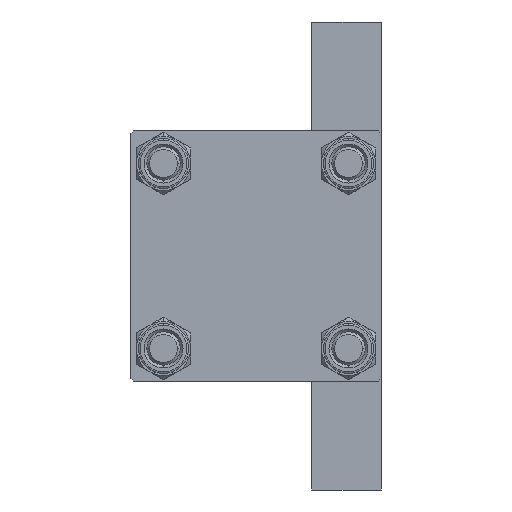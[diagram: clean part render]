
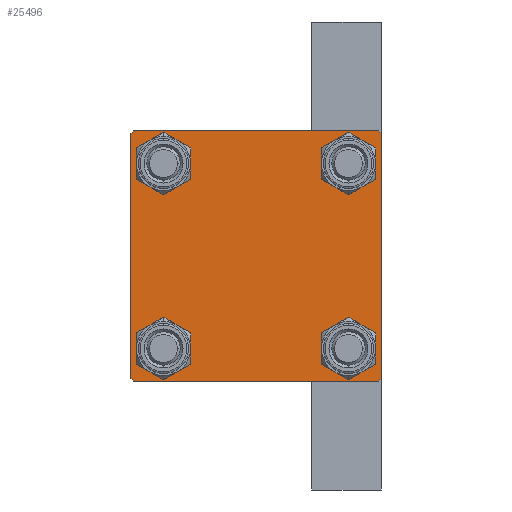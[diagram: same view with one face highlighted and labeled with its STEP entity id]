
A CAD part, left-side view. The second image highlights one B-rep face of the part: STEP entity #25496.
In plain terms, the highlighted planar face has unit normal (-1, 0, 0).
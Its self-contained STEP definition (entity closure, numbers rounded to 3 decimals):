
#149 = DIRECTION ( 'NONE',  ( 0., 0., -1. ) ) ;
#256 = DIRECTION ( 'NONE',  ( 0., 0., 1. ) ) ;
#760 = LINE ( 'NONE', #41987, #27990 ) ;
#818 = EDGE_CURVE ( 'NONE', #43113, #1842, #18612, .T. ) ;
#1140 = LINE ( 'NONE', #13254, #1185 ) ;
#1185 = VECTOR ( 'NONE', #46740, 1000. ) ;
#1735 = DIRECTION ( 'NONE',  ( 0., -1., 0. ) ) ;
#1823 = EDGE_CURVE ( 'NONE', #25807, #2218, #1140, .T. ) ;
#1842 = VERTEX_POINT ( 'NONE', #5989 ) ;
#1860 = EDGE_LOOP ( 'NONE', ( #11220, #7585 ) ) ;
#1957 = VECTOR ( 'NONE', #14726, 1000. ) ;
#2218 = VERTEX_POINT ( 'NONE', #29434 ) ;
#2242 = CARTESIAN_POINT ( 'NONE',  ( 0., 16.6, 16.6 ) ) ;
#2631 = DIRECTION ( 'NONE',  ( -1., 0., 0. ) ) ;
#3425 = DIRECTION ( 'NONE',  ( 0., -0.707, 0.707 ) ) ;
#3711 = EDGE_CURVE ( 'NONE', #44181, #16227, #7421, .T. ) ;
#3851 = CARTESIAN_POINT ( 'NONE',  ( 0., 16.6, 20.1 ) ) ;
#4418 = EDGE_LOOP ( 'NONE', ( #24701, #17613 ) ) ;
#4627 = VERTEX_POINT ( 'NONE', #28822 ) ;
#4814 = EDGE_CURVE ( 'NONE', #2218, #43113, #17106, .T. ) ;
#4879 = CARTESIAN_POINT ( 'NONE',  ( 0., 16.6, -13.1 ) ) ;
#4891 = DIRECTION ( 'NONE',  ( 0., 0., 1. ) ) ;
#5615 = AXIS2_PLACEMENT_3D ( 'NONE', #7450, #37989, #37046 ) ;
#5989 = CARTESIAN_POINT ( 'NONE',  ( 0., -22., -22.5 ) ) ;
#6283 = ORIENTED_EDGE ( 'NONE', *, *, #1823, .T. ) ;
#6701 = CARTESIAN_POINT ( 'NONE',  ( 0., -16.6, 13.1 ) ) ;
#7421 = LINE ( 'NONE', #7654, #39222 ) ;
#7450 = CARTESIAN_POINT ( 'NONE',  ( 0., -16.6, 16.6 ) ) ;
#7585 = ORIENTED_EDGE ( 'NONE', *, *, #39028, .T. ) ;
#7654 = CARTESIAN_POINT ( 'NONE',  ( 0., -22.5, 22.5 ) ) ;
#7786 = ORIENTED_EDGE ( 'NONE', *, *, #23443, .T. ) ;
#8307 = ORIENTED_EDGE ( 'NONE', *, *, #40585, .T. ) ;
#8748 = DIRECTION ( 'NONE',  ( 0., 0.707, 0.707 ) ) ;
#8783 = CIRCLE ( 'NONE', #26591, 3.5 ) ;
#9250 = LINE ( 'NONE', #27201, #14967 ) ;
#9372 = ORIENTED_EDGE ( 'NONE', *, *, #26617, .T. ) ;
#9398 = CARTESIAN_POINT ( 'NONE',  ( 0., -22., 22.5 ) ) ;
#9564 = AXIS2_PLACEMENT_3D ( 'NONE', #22568, #19161, #256 ) ;
#9818 = ORIENTED_EDGE ( 'NONE', *, *, #16676, .T. ) ;
#9903 = FACE_BOUND ( 'NONE', #4418, .T. ) ;
#10374 = DIRECTION ( 'NONE',  ( 0., 0., 1. ) ) ;
#11068 = CARTESIAN_POINT ( 'NONE',  ( 0., -16.6, 16.6 ) ) ;
#11220 = ORIENTED_EDGE ( 'NONE', *, *, #37619, .T. ) ;
#11292 = AXIS2_PLACEMENT_3D ( 'NONE', #18603, #15197, #33394 ) ;
#11306 = DIRECTION ( 'NONE',  ( 1., 0., 0. ) ) ;
#11467 = VERTEX_POINT ( 'NONE', #38770 ) ;
#12108 = CARTESIAN_POINT ( 'NONE',  ( 0., 16.6, -16.6 ) ) ;
#13254 = CARTESIAN_POINT ( 'NONE',  ( 0., 22.5, 22.5 ) ) ;
#13443 = CIRCLE ( 'NONE', #9564, 3.5 ) ;
#14141 = EDGE_LOOP ( 'NONE', ( #6283, #20703, #33678, #9818, #35964, #44323, #18987, #15396 ) ) ;
#14364 = CARTESIAN_POINT ( 'NONE',  ( 0., 22.5, 22. ) ) ;
#14483 = FACE_BOUND ( 'NONE', #40522, .T. ) ;
#14726 = DIRECTION ( 'NONE',  ( 0., -1., 0. ) ) ;
#14967 = VECTOR ( 'NONE', #1735, 1000. ) ;
#15197 = DIRECTION ( 'NONE',  ( 1., 0., 0. ) ) ;
#15396 = ORIENTED_EDGE ( 'NONE', *, *, #18088, .T. ) ;
#16227 = VERTEX_POINT ( 'NONE', #25573 ) ;
#16374 = CARTESIAN_POINT ( 'NONE',  ( 0., 22.25, -22.25 ) ) ;
#16676 = EDGE_CURVE ( 'NONE', #1842, #16227, #21871, .T. ) ;
#16733 = CIRCLE ( 'NONE', #11292, 3.5 ) ;
#17106 = LINE ( 'NONE', #16374, #29204 ) ;
#17422 = FACE_BOUND ( 'NONE', #1860, .T. ) ;
#17613 = ORIENTED_EDGE ( 'NONE', *, *, #41065, .T. ) ;
#17654 = PLANE ( 'NONE',  #29867 ) ;
#18088 = EDGE_CURVE ( 'NONE', #20919, #25807, #31045, .T. ) ;
#18379 = CARTESIAN_POINT ( 'NONE',  ( 0., 22.5, -22.5 ) ) ;
#18603 = CARTESIAN_POINT ( 'NONE',  ( 0., -16.6, -16.6 ) ) ;
#18612 = LINE ( 'NONE', #18379, #1957 ) ;
#18987 = ORIENTED_EDGE ( 'NONE', *, *, #19829, .F. ) ;
#19161 = DIRECTION ( 'NONE',  ( 1., 0., 0. ) ) ;
#19500 = CARTESIAN_POINT ( 'NONE',  ( 0., -22.5, 22. ) ) ;
#19829 = EDGE_CURVE ( 'NONE', #20919, #33288, #9250, .T. ) ;
#20110 = DIRECTION ( 'NONE',  ( 0., 0., 1. ) ) ;
#20372 = CARTESIAN_POINT ( 'NONE',  ( 0., 22.25, 22.25 ) ) ;
#20703 = ORIENTED_EDGE ( 'NONE', *, *, #4814, .T. ) ;
#20723 = VERTEX_POINT ( 'NONE', #47329 ) ;
#20919 = VERTEX_POINT ( 'NONE', #30786 ) ;
#21201 = AXIS2_PLACEMENT_3D ( 'NONE', #12108, #23511, #20110 ) ;
#21451 = EDGE_CURVE ( 'NONE', #26157, #4627, #30482, .T. ) ;
#21871 = LINE ( 'NONE', #36667, #45068 ) ;
#22313 = CARTESIAN_POINT ( 'NONE',  ( 0., -16.6, 20.1 ) ) ;
#22568 = CARTESIAN_POINT ( 'NONE',  ( 0., 16.6, -16.6 ) ) ;
#23443 = EDGE_CURVE ( 'NONE', #11467, #27567, #46054, .T. ) ;
#23511 = DIRECTION ( 'NONE',  ( 1., 0., 0. ) ) ;
#24596 = VERTEX_POINT ( 'NONE', #6701 ) ;
#24701 = ORIENTED_EDGE ( 'NONE', *, *, #21451, .T. ) ;
#25421 = CARTESIAN_POINT ( 'NONE',  ( 0., 0., 0. ) ) ;
#25496 = ADVANCED_FACE ( 'NONE', ( #17422, #43845, #14483, #9903, #47247 ), #17654, .T. ) ;
#25573 = CARTESIAN_POINT ( 'NONE',  ( 0., -22.5, -22. ) ) ;
#25807 = VERTEX_POINT ( 'NONE', #14364 ) ;
#26157 = VERTEX_POINT ( 'NONE', #3851 ) ;
#26387 = DIRECTION ( 'NONE',  ( 0., 0., 1. ) ) ;
#26505 = VECTOR ( 'NONE', #35169, 1000. ) ;
#26591 = AXIS2_PLACEMENT_3D ( 'NONE', #30035, #44830, #26387 ) ;
#26617 = EDGE_CURVE ( 'NONE', #27567, #11467, #16733, .T. ) ;
#27201 = CARTESIAN_POINT ( 'NONE',  ( 0., 22.5, 22.5 ) ) ;
#27567 = VERTEX_POINT ( 'NONE', #42025 ) ;
#27990 = VECTOR ( 'NONE', #8748, 1000. ) ;
#28260 = AXIS2_PLACEMENT_3D ( 'NONE', #37328, #30295, #33697 ) ;
#28373 = CARTESIAN_POINT ( 'NONE',  ( 0., 22., -22.5 ) ) ;
#28822 = CARTESIAN_POINT ( 'NONE',  ( 0., 16.6, 13.1 ) ) ;
#28974 = AXIS2_PLACEMENT_3D ( 'NONE', #2242, #46382, #4891 ) ;
#29204 = VECTOR ( 'NONE', #31924, 1000. ) ;
#29434 = CARTESIAN_POINT ( 'NONE',  ( 0., 22.5, -22. ) ) ;
#29615 = EDGE_LOOP ( 'NONE', ( #7786, #9372 ) ) ;
#29720 = CIRCLE ( 'NONE', #21201, 3.5 ) ;
#29867 = AXIS2_PLACEMENT_3D ( 'NONE', #25421, #2631, #10374 ) ;
#30035 = CARTESIAN_POINT ( 'NONE',  ( 0., 16.6, 16.6 ) ) ;
#30295 = DIRECTION ( 'NONE',  ( 1., 0., 0. ) ) ;
#30482 = CIRCLE ( 'NONE', #28974, 3.5 ) ;
#30786 = CARTESIAN_POINT ( 'NONE',  ( 0., 22., 22.5 ) ) ;
#31045 = LINE ( 'NONE', #20372, #26505 ) ;
#31924 = DIRECTION ( 'NONE',  ( 0., -0.707, -0.707 ) ) ;
#33288 = VERTEX_POINT ( 'NONE', #9398 ) ;
#33394 = DIRECTION ( 'NONE',  ( 0., 0., 1. ) ) ;
#33678 = ORIENTED_EDGE ( 'NONE', *, *, #818, .T. ) ;
#33697 = DIRECTION ( 'NONE',  ( 0., 0., 1. ) ) ;
#34942 = EDGE_CURVE ( 'NONE', #44181, #33288, #760, .T. ) ;
#35039 = AXIS2_PLACEMENT_3D ( 'NONE', #11068, #11306, #45020 ) ;
#35169 = DIRECTION ( 'NONE',  ( 0., 0.707, -0.707 ) ) ;
#35170 = VERTEX_POINT ( 'NONE', #22313 ) ;
#35964 = ORIENTED_EDGE ( 'NONE', *, *, #3711, .F. ) ;
#36667 = CARTESIAN_POINT ( 'NONE',  ( 0., -22.25, -22.25 ) ) ;
#37046 = DIRECTION ( 'NONE',  ( 0., 0., 1. ) ) ;
#37328 = CARTESIAN_POINT ( 'NONE',  ( 0., -16.6, -16.6 ) ) ;
#37619 = EDGE_CURVE ( 'NONE', #35170, #24596, #38889, .T. ) ;
#37989 = DIRECTION ( 'NONE',  ( 1., 0., 0. ) ) ;
#38770 = CARTESIAN_POINT ( 'NONE',  ( 0., -16.6, -13.1 ) ) ;
#38889 = CIRCLE ( 'NONE', #35039, 3.5 ) ;
#39028 = EDGE_CURVE ( 'NONE', #24596, #35170, #44362, .T. ) ;
#39222 = VECTOR ( 'NONE', #149, 1000. ) ;
#39644 = VERTEX_POINT ( 'NONE', #4879 ) ;
#40522 = EDGE_LOOP ( 'NONE', ( #8307, #42586 ) ) ;
#40585 = EDGE_CURVE ( 'NONE', #39644, #20723, #13443, .T. ) ;
#40800 = EDGE_CURVE ( 'NONE', #20723, #39644, #29720, .T. ) ;
#41065 = EDGE_CURVE ( 'NONE', #4627, #26157, #8783, .T. ) ;
#41987 = CARTESIAN_POINT ( 'NONE',  ( 0., -22.25, 22.25 ) ) ;
#42025 = CARTESIAN_POINT ( 'NONE',  ( 0., -16.6, -20.1 ) ) ;
#42586 = ORIENTED_EDGE ( 'NONE', *, *, #40800, .T. ) ;
#43113 = VERTEX_POINT ( 'NONE', #28373 ) ;
#43845 = FACE_BOUND ( 'NONE', #29615, .T. ) ;
#44181 = VERTEX_POINT ( 'NONE', #19500 ) ;
#44323 = ORIENTED_EDGE ( 'NONE', *, *, #34942, .T. ) ;
#44362 = CIRCLE ( 'NONE', #5615, 3.5 ) ;
#44830 = DIRECTION ( 'NONE',  ( 1., 0., 0. ) ) ;
#45020 = DIRECTION ( 'NONE',  ( 0., 0., 1. ) ) ;
#45068 = VECTOR ( 'NONE', #3425, 1000. ) ;
#46054 = CIRCLE ( 'NONE', #28260, 3.5 ) ;
#46382 = DIRECTION ( 'NONE',  ( 1., 0., 0. ) ) ;
#46740 = DIRECTION ( 'NONE',  ( 0., 0., -1. ) ) ;
#47247 = FACE_OUTER_BOUND ( 'NONE', #14141, .T. ) ;
#47329 = CARTESIAN_POINT ( 'NONE',  ( 0., 16.6, -20.1 ) ) ;
